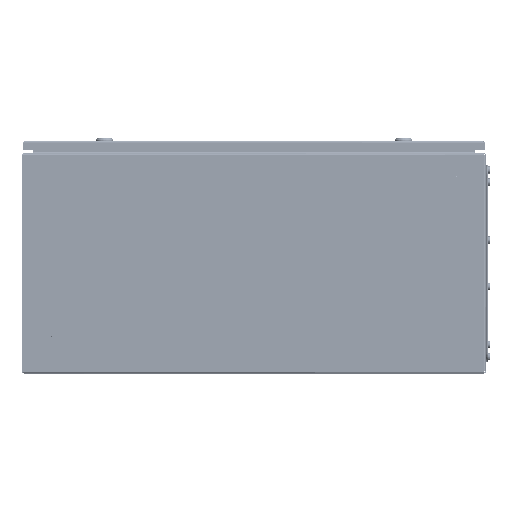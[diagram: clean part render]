
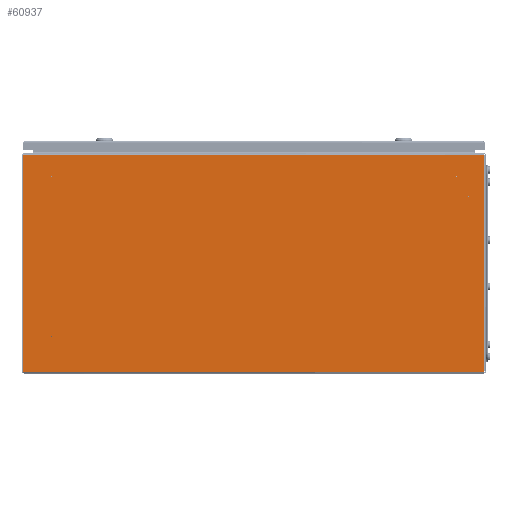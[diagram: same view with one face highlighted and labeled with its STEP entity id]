
A CAD part, left-side view. The second image highlights one B-rep face of the part: STEP entity #60937.
In plain terms, the highlighted planar face has unit normal (-1, 0, 0).
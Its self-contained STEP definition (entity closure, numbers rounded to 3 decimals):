
#730 = CARTESIAN_POINT ( 'NONE',  ( -300., -369.117, 305. ) ) ;
#2210 = CARTESIAN_POINT ( 'NONE',  ( -300., 349., 64.6 ) ) ;
#3171 = CARTESIAN_POINT ( 'NONE',  ( -300., 349., 340.483 ) ) ;
#3381 = VERTEX_POINT ( 'NONE', #3171 ) ;
#4831 = CARTESIAN_POINT ( 'NONE',  ( -300., -400., 376.6 ) ) ;
#6063 = EDGE_CURVE ( 'NONE', #13930, #34768, #108334, .T. ) ;
#6072 = EDGE_LOOP ( 'NONE', ( #72925, #90831 ) ) ;
#6640 = AXIS2_PLACEMENT_3D ( 'NONE', #56260, #99475, #47558 ) ;
#7354 = LINE ( 'NONE', #109410, #80701 ) ;
#8591 = ORIENTED_EDGE ( 'NONE', *, *, #94489, .F. ) ;
#9668 = DIRECTION ( 'NONE',  ( -1., 0., 0. ) ) ;
#10964 = ORIENTED_EDGE ( 'NONE', *, *, #91280, .F. ) ;
#11981 = AXIS2_PLACEMENT_3D ( 'NONE', #77779, #25829, #34580 ) ;
#13862 = DIRECTION ( 'NONE',  ( -1., 0., 0. ) ) ;
#13930 = VERTEX_POINT ( 'NONE', #54208 ) ;
#13943 = DIRECTION ( 'NONE',  ( 1., 0., 0. ) ) ;
#14267 = AXIS2_PLACEMENT_3D ( 'NONE', #37119, #97374, #106085 ) ;
#15555 = EDGE_CURVE ( 'NONE', #79276, #3381, #16079, .T. ) ;
#15770 = DIRECTION ( 'NONE',  ( -1., 0., 0. ) ) ;
#16079 = CIRCLE ( 'NONE', #91194, 0.883 ) ;
#16124 = AXIS2_PLACEMENT_3D ( 'NONE', #2210, #55399, #106564 ) ;
#16195 = ORIENTED_EDGE ( 'NONE', *, *, #20692, .F. ) ;
#18048 = EDGE_CURVE ( 'NONE', #53137, #19354, #46106, .T. ) ;
#18260 = CARTESIAN_POINT ( 'NONE',  ( -300., 349., 338.717 ) ) ;
#18963 = VERTEX_POINT ( 'NONE', #65340 ) ;
#19354 = VERTEX_POINT ( 'NONE', #34271 ) ;
#19830 = FACE_BOUND ( 'NONE', #96046, .T. ) ;
#20692 = EDGE_CURVE ( 'NONE', #75959, #13930, #46103, .T. ) ;
#21237 = AXIS2_PLACEMENT_3D ( 'NONE', #4831, #13943, #74630 ) ;
#22079 = CARTESIAN_POINT ( 'NONE',  ( -300., 349., 63.717 ) ) ;
#22172 = EDGE_CURVE ( 'NONE', #3381, #79276, #48494, .T. ) ;
#22978 = CIRCLE ( 'NONE', #40905, 0.883 ) ;
#25308 = FACE_OUTER_BOUND ( 'NONE', #101497, .T. ) ;
#25550 = DIRECTION ( 'NONE',  ( 0., 0., -1. ) ) ;
#25829 = DIRECTION ( 'NONE',  ( -1., 0., 0. ) ) ;
#26130 = CIRCLE ( 'NONE', #16124, 0.883 ) ;
#28141 = VERTEX_POINT ( 'NONE', #69190 ) ;
#28232 = DIRECTION ( 'NONE',  ( 0., 0., -1. ) ) ;
#28920 = EDGE_CURVE ( 'NONE', #94696, #28141, #52537, .T. ) ;
#29983 = DIRECTION ( 'NONE',  ( 0., 1., 0. ) ) ;
#31146 = AXIS2_PLACEMENT_3D ( 'NONE', #99567, #13862, #82112 ) ;
#34271 = CARTESIAN_POINT ( 'NONE',  ( -300., -349., 340.483 ) ) ;
#34580 = DIRECTION ( 'NONE',  ( 0., 0., -1. ) ) ;
#34768 = VERTEX_POINT ( 'NONE', #60953 ) ;
#35271 = EDGE_CURVE ( 'NONE', #75959, #54025, #88672, .T. ) ;
#36346 = DIRECTION ( 'NONE',  ( 0., 1., 0. ) ) ;
#36669 = ORIENTED_EDGE ( 'NONE', *, *, #28920, .F. ) ;
#36731 = DIRECTION ( 'NONE',  ( 0., 0., -1. ) ) ;
#37119 = CARTESIAN_POINT ( 'NONE',  ( -300., -349., 339.6 ) ) ;
#38734 = AXIS2_PLACEMENT_3D ( 'NONE', #77233, #15770, #40856 ) ;
#38912 = EDGE_LOOP ( 'NONE', ( #41974, #10964 ) ) ;
#39487 = ORIENTED_EDGE ( 'NONE', *, *, #90642, .F. ) ;
#40856 = DIRECTION ( 'NONE',  ( 0., 0., -1. ) ) ;
#40905 = AXIS2_PLACEMENT_3D ( 'NONE', #71064, #9668, #28232 ) ;
#41974 = ORIENTED_EDGE ( 'NONE', *, *, #100606, .F. ) ;
#42602 = VECTOR ( 'NONE', #36346, 1000. ) ;
#42633 = CARTESIAN_POINT ( 'NONE',  ( -300., -370., 305. ) ) ;
#43394 = VECTOR ( 'NONE', #61221, 1000. ) ;
#46103 = LINE ( 'NONE', #78669, #43394 ) ;
#46106 = CIRCLE ( 'NONE', #14267, 0.883 ) ;
#47558 = DIRECTION ( 'NONE',  ( 0., 0., -1. ) ) ;
#48158 = EDGE_LOOP ( 'NONE', ( #8591, #52164 ) ) ;
#48494 = CIRCLE ( 'NONE', #66765, 0.883 ) ;
#51148 = CARTESIAN_POINT ( 'NONE',  ( -300., -400., 376.6 ) ) ;
#51820 = ORIENTED_EDGE ( 'NONE', *, *, #35271, .T. ) ;
#52164 = ORIENTED_EDGE ( 'NONE', *, *, #54950, .F. ) ;
#52537 = CIRCLE ( 'NONE', #11981, 0.883 ) ;
#53137 = VERTEX_POINT ( 'NONE', #70428 ) ;
#53759 = CARTESIAN_POINT ( 'NONE',  ( -300., 349., 339.6 ) ) ;
#54025 = VERTEX_POINT ( 'NONE', #87975 ) ;
#54208 = CARTESIAN_POINT ( 'NONE',  ( -300., -396.6, 3.4 ) ) ;
#54950 = EDGE_CURVE ( 'NONE', #83927, #98492, #79111, .T. ) ;
#55335 = ORIENTED_EDGE ( 'NONE', *, *, #6063, .F. ) ;
#55368 = CARTESIAN_POINT ( 'NONE',  ( -300., -400., 3.4 ) ) ;
#55399 = DIRECTION ( 'NONE',  ( -1., 0., 0. ) ) ;
#56260 = CARTESIAN_POINT ( 'NONE',  ( -300., -349., 339.6 ) ) ;
#57212 = PLANE ( 'NONE',  #21237 ) ;
#60788 = DIRECTION ( 'NONE',  ( 0., 0., -1. ) ) ;
#60937 = ADVANCED_FACE ( 'NONE', ( #94525, #102691, #108087, #19830, #97244, #25308 ), #57212, .F. ) ;
#60953 = CARTESIAN_POINT ( 'NONE',  ( -300., 398.246, 3.4 ) ) ;
#61221 = DIRECTION ( 'NONE',  ( 0., 0., -1. ) ) ;
#65340 = CARTESIAN_POINT ( 'NONE',  ( -300., -370.883, 305. ) ) ;
#66765 = AXIS2_PLACEMENT_3D ( 'NONE', #53759, #71947, #36731 ) ;
#69190 = CARTESIAN_POINT ( 'NONE',  ( -300., 349., 65.483 ) ) ;
#70428 = CARTESIAN_POINT ( 'NONE',  ( -300., -349., 338.717 ) ) ;
#71064 = CARTESIAN_POINT ( 'NONE',  ( -300., -349., 64.6 ) ) ;
#71947 = DIRECTION ( 'NONE',  ( -1., 0., 0. ) ) ;
#72925 = ORIENTED_EDGE ( 'NONE', *, *, #22172, .F. ) ;
#73450 = CIRCLE ( 'NONE', #38734, 0.883 ) ;
#74439 = CARTESIAN_POINT ( 'NONE',  ( -300., -396.6, 376.6 ) ) ;
#74630 = DIRECTION ( 'NONE',  ( 0., 0., -1. ) ) ;
#75959 = VERTEX_POINT ( 'NONE', #74439 ) ;
#77233 = CARTESIAN_POINT ( 'NONE',  ( -300., -370., 305. ) ) ;
#77779 = CARTESIAN_POINT ( 'NONE',  ( -300., 349., 64.6 ) ) ;
#78669 = CARTESIAN_POINT ( 'NONE',  ( -300., -396.6, 394.992 ) ) ;
#78697 = CARTESIAN_POINT ( 'NONE',  ( -300., -349., 63.717 ) ) ;
#79111 = CIRCLE ( 'NONE', #31146, 0.883 ) ;
#79276 = VERTEX_POINT ( 'NONE', #18260 ) ;
#80701 = VECTOR ( 'NONE', #101100, 1000. ) ;
#80997 = EDGE_CURVE ( 'NONE', #34768, #54025, #7354, .T. ) ;
#82071 = CARTESIAN_POINT ( 'NONE',  ( -300., 349., 339.6 ) ) ;
#82112 = DIRECTION ( 'NONE',  ( 0., 0., -1. ) ) ;
#83927 = VERTEX_POINT ( 'NONE', #78697 ) ;
#84335 = VERTEX_POINT ( 'NONE', #730 ) ;
#84443 = CIRCLE ( 'NONE', #6640, 0.883 ) ;
#86181 = DIRECTION ( 'NONE',  ( -1., 0., 0. ) ) ;
#87500 = ORIENTED_EDGE ( 'NONE', *, *, #80997, .F. ) ;
#87975 = CARTESIAN_POINT ( 'NONE',  ( -300., 398.246, 376.6 ) ) ;
#88672 = LINE ( 'NONE', #51148, #42602 ) ;
#90306 = EDGE_CURVE ( 'NONE', #19354, #53137, #84443, .T. ) ;
#90642 = EDGE_CURVE ( 'NONE', #28141, #94696, #26130, .T. ) ;
#90717 = VECTOR ( 'NONE', #29983, 1000. ) ;
#90831 = ORIENTED_EDGE ( 'NONE', *, *, #15555, .F. ) ;
#91194 = AXIS2_PLACEMENT_3D ( 'NONE', #82071, #86181, #60788 ) ;
#91280 = EDGE_CURVE ( 'NONE', #18963, #84335, #73450, .T. ) ;
#91740 = ORIENTED_EDGE ( 'NONE', *, *, #18048, .F. ) ;
#94489 = EDGE_CURVE ( 'NONE', #98492, #83927, #22978, .T. ) ;
#94525 = FACE_BOUND ( 'NONE', #38912, .T. ) ;
#94696 = VERTEX_POINT ( 'NONE', #22079 ) ;
#96046 = EDGE_LOOP ( 'NONE', ( #39487, #36669 ) ) ;
#96396 = EDGE_LOOP ( 'NONE', ( #102986, #91740 ) ) ;
#97244 = FACE_BOUND ( 'NONE', #6072, .T. ) ;
#97374 = DIRECTION ( 'NONE',  ( -1., 0., 0. ) ) ;
#98479 = AXIS2_PLACEMENT_3D ( 'NONE', #42633, #103311, #25550 ) ;
#98492 = VERTEX_POINT ( 'NONE', #111613 ) ;
#99475 = DIRECTION ( 'NONE',  ( -1., 0., 0. ) ) ;
#99567 = CARTESIAN_POINT ( 'NONE',  ( -300., -349., 64.6 ) ) ;
#100606 = EDGE_CURVE ( 'NONE', #84335, #18963, #109441, .T. ) ;
#101100 = DIRECTION ( 'NONE',  ( 0., 0., 1. ) ) ;
#101497 = EDGE_LOOP ( 'NONE', ( #55335, #16195, #51820, #87500 ) ) ;
#102691 = FACE_BOUND ( 'NONE', #48158, .T. ) ;
#102986 = ORIENTED_EDGE ( 'NONE', *, *, #90306, .F. ) ;
#103311 = DIRECTION ( 'NONE',  ( -1., 0., 0. ) ) ;
#106085 = DIRECTION ( 'NONE',  ( 0., 0., -1. ) ) ;
#106564 = DIRECTION ( 'NONE',  ( 0., 0., -1. ) ) ;
#108087 = FACE_BOUND ( 'NONE', #96396, .T. ) ;
#108334 = LINE ( 'NONE', #55368, #90717 ) ;
#109410 = CARTESIAN_POINT ( 'NONE',  ( -300., 398.246, 376.6 ) ) ;
#109441 = CIRCLE ( 'NONE', #98479, 0.883 ) ;
#111613 = CARTESIAN_POINT ( 'NONE',  ( -300., -349., 65.483 ) ) ;
